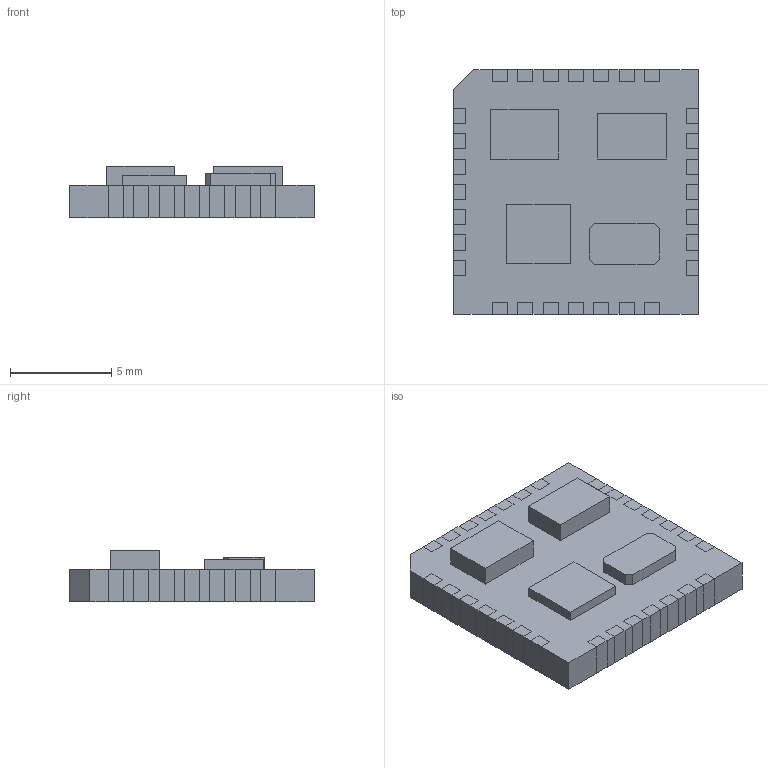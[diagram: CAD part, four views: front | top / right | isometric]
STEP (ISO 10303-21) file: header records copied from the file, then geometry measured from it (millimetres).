
FILE_DESCRIPTION(('FreeCAD Model'),'2;1');
FILE_NAME('MTi 1-series.step', '2017-02-22T17:01:07',('kicad StepUp'),('ksu MCAD'), 'Open CASCADE STEP processor 6.8','FreeCAD','Unknown');
FILE_SCHEMA(('AUTOMOTIVE_DESIGN_CC2 { 1 2 10303 214 -1 1 5 4 }'));
Length unit declared in the file: millimetre
Products named in the file (1): MTi_1-series
Bounding box: 12.1 x 12.1 x 2.55 mm (x, y, z)
Volume: 257.3 mm3; surface area: 402.4 mm2
Topology: 1 solids, 1 shells, 115 faces, 327 edges, 218 vertices
Faces by surface type: plane 115
Entity records: 4481 total; most frequent: CARTESIAN_POINT 661, ORIENTED_EDGE 654, DIRECTION 559, EDGE_CURVE 327, LINE 327, VECTOR 327, VERTEX_POINT 218, FACE_BOUND 119
